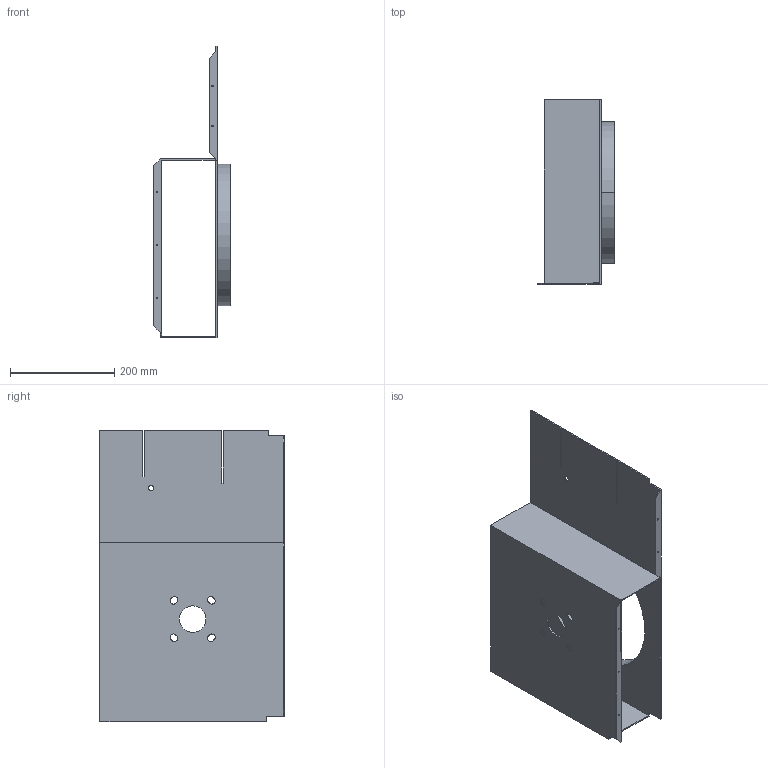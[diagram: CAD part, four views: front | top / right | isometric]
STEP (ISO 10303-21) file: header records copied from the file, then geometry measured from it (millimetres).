
FILE_DESCRIPTION(('produced by SPATIAL CORP'),'2;1');
FILE_NAME( 'sm52-496.prt.hh.sat.stp', '2002-04-19T13:34:13+00:00',('SPATIAL CORP'),('SPATIAL CORP'), 'ACIS STEP Husk','http://www.spatial.com','SPATIAL CORP');
FILE_SCHEMA(('CONFIG_CONTROL_DESIGN'));
Length unit declared in the file: millimetre
Products named in the file (1): PRODUCT_ID_1
Bounding box: 147.32 x 353.06 x 558.8 mm (x, y, z)
Volume: 901217.4 mm3; surface area: 726239.5 mm2
Topology: 1 solids, 1 shells, 88 faces, 239 edges, 154 vertices
Faces by surface type: cylinder 44, plane 44
Entity records: 2766 total; most frequent: ORIENTED_EDGE 478, CARTESIAN_POINT 451, DIRECTION 443, EDGE_CURVE 239, VERTEX_POINT 154, VECTOR 151, LINE 151, AXIS2_PLACEMENT_3D 146
